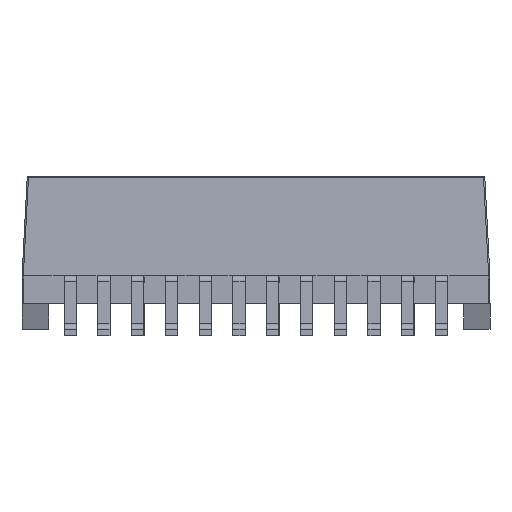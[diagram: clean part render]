
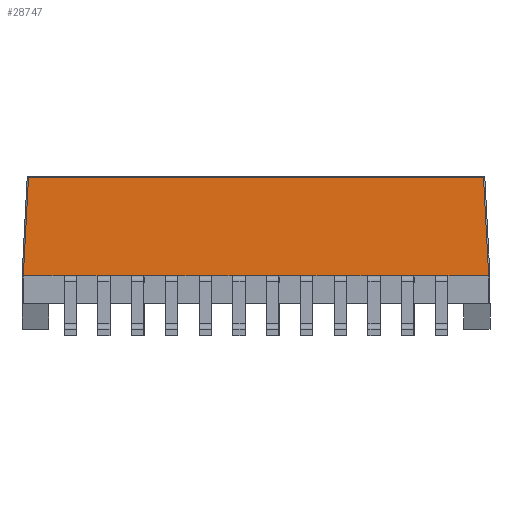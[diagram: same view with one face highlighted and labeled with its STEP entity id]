
A CAD part, left-side view. The second image highlights one B-rep face of the part: STEP entity #28747.
In plain terms, the highlighted face is planar.
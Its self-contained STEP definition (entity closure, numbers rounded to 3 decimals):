
#4559=ORIENTED_EDGE('',*,*,#8808,.F.);
#4560=ORIENTED_EDGE('',*,*,#8793,.F.);
#4561=ORIENTED_EDGE('',*,*,#8789,.T.);
#4562=ORIENTED_EDGE('',*,*,#8802,.T.);
#4563=ORIENTED_EDGE('',*,*,#8856,.F.);
#4564=ORIENTED_EDGE('',*,*,#8857,.F.);
#4565=ORIENTED_EDGE('',*,*,#8852,.F.);
#4566=ORIENTED_EDGE('',*,*,#8858,.F.);
#4567=ORIENTED_EDGE('',*,*,#8848,.F.);
#4568=ORIENTED_EDGE('',*,*,#8859,.F.);
#4569=ORIENTED_EDGE('',*,*,#8844,.F.);
#4570=ORIENTED_EDGE('',*,*,#8860,.F.);
#4571=ORIENTED_EDGE('',*,*,#8840,.F.);
#4572=ORIENTED_EDGE('',*,*,#8861,.F.);
#4573=ORIENTED_EDGE('',*,*,#8836,.F.);
#4574=ORIENTED_EDGE('',*,*,#8862,.F.);
#4575=ORIENTED_EDGE('',*,*,#8832,.F.);
#4576=ORIENTED_EDGE('',*,*,#8863,.F.);
#4577=ORIENTED_EDGE('',*,*,#8828,.F.);
#4578=ORIENTED_EDGE('',*,*,#8864,.F.);
#4579=ORIENTED_EDGE('',*,*,#8824,.F.);
#4580=ORIENTED_EDGE('',*,*,#8865,.F.);
#4581=ORIENTED_EDGE('',*,*,#8820,.F.);
#4582=ORIENTED_EDGE('',*,*,#8866,.F.);
#4583=ORIENTED_EDGE('',*,*,#8816,.F.);
#4584=ORIENTED_EDGE('',*,*,#8867,.F.);
#4585=ORIENTED_EDGE('',*,*,#8812,.F.);
#4586=ORIENTED_EDGE('',*,*,#8868,.F.);
#8789=EDGE_CURVE('',#11221,#11226,#13507,.T.);
#8793=EDGE_CURVE('',#11221,#11227,#13510,.T.);
#8802=EDGE_CURVE('',#11226,#11234,#13515,.T.);
#8808=EDGE_CURVE('',#11227,#11237,#13520,.T.);
#8812=EDGE_CURVE('',#11240,#11241,#13524,.T.);
#8816=EDGE_CURVE('',#11244,#11245,#13528,.T.);
#8820=EDGE_CURVE('',#11248,#11249,#13532,.T.);
#8824=EDGE_CURVE('',#11252,#11253,#13536,.T.);
#8828=EDGE_CURVE('',#11256,#11257,#13540,.T.);
#8832=EDGE_CURVE('',#11260,#11261,#13544,.T.);
#8836=EDGE_CURVE('',#11264,#11265,#13548,.T.);
#8840=EDGE_CURVE('',#11268,#11269,#13552,.T.);
#8844=EDGE_CURVE('',#11272,#11273,#13556,.T.);
#8848=EDGE_CURVE('',#11276,#11277,#13560,.T.);
#8852=EDGE_CURVE('',#11280,#11281,#13564,.T.);
#8856=EDGE_CURVE('',#11284,#11234,#13568,.T.);
#8857=EDGE_CURVE('',#11281,#11284,#13569,.T.);
#8858=EDGE_CURVE('',#11277,#11280,#13570,.T.);
#8859=EDGE_CURVE('',#11273,#11276,#13571,.T.);
#8860=EDGE_CURVE('',#11269,#11272,#13572,.T.);
#8861=EDGE_CURVE('',#11265,#11268,#13573,.T.);
#8862=EDGE_CURVE('',#11261,#11264,#13574,.T.);
#8863=EDGE_CURVE('',#11257,#11260,#13575,.T.);
#8864=EDGE_CURVE('',#11253,#11256,#13576,.T.);
#8865=EDGE_CURVE('',#11249,#11252,#13577,.T.);
#8866=EDGE_CURVE('',#11245,#11248,#13578,.T.);
#8867=EDGE_CURVE('',#11241,#11244,#13579,.T.);
#8868=EDGE_CURVE('',#11237,#11240,#13580,.T.);
#11221=VERTEX_POINT('',#39969);
#11226=VERTEX_POINT('',#39988);
#11227=VERTEX_POINT('',#39996);
#11234=VERTEX_POINT('',#40020);
#11237=VERTEX_POINT('',#40032);
#11240=VERTEX_POINT('',#40038);
#11241=VERTEX_POINT('',#40040);
#11244=VERTEX_POINT('',#40046);
#11245=VERTEX_POINT('',#40048);
#11248=VERTEX_POINT('',#40054);
#11249=VERTEX_POINT('',#40056);
#11252=VERTEX_POINT('',#40062);
#11253=VERTEX_POINT('',#40064);
#11256=VERTEX_POINT('',#40070);
#11257=VERTEX_POINT('',#40072);
#11260=VERTEX_POINT('',#40078);
#11261=VERTEX_POINT('',#40080);
#11264=VERTEX_POINT('',#40086);
#11265=VERTEX_POINT('',#40088);
#11268=VERTEX_POINT('',#40094);
#11269=VERTEX_POINT('',#40096);
#11272=VERTEX_POINT('',#40102);
#11273=VERTEX_POINT('',#40104);
#11276=VERTEX_POINT('',#40110);
#11277=VERTEX_POINT('',#40112);
#11280=VERTEX_POINT('',#40118);
#11281=VERTEX_POINT('',#40120);
#11284=VERTEX_POINT('',#40126);
#13507=LINE('',#39989,#15849);
#13510=LINE('',#39999,#15852);
#13515=LINE('',#40021,#15857);
#13520=LINE('',#40031,#15862);
#13524=LINE('',#40039,#15866);
#13528=LINE('',#40047,#15870);
#13532=LINE('',#40055,#15874);
#13536=LINE('',#40063,#15878);
#13540=LINE('',#40071,#15882);
#13544=LINE('',#40079,#15886);
#13548=LINE('',#40087,#15890);
#13552=LINE('',#40095,#15894);
#13556=LINE('',#40103,#15898);
#13560=LINE('',#40111,#15902);
#13564=LINE('',#40119,#15906);
#13568=LINE('',#40127,#15910);
#13569=LINE('',#40129,#15911);
#13570=LINE('',#40130,#15912);
#13571=LINE('',#40131,#15913);
#13572=LINE('',#40132,#15914);
#13573=LINE('',#40133,#15915);
#13574=LINE('',#40134,#15916);
#13575=LINE('',#40135,#15917);
#13576=LINE('',#40136,#15918);
#13577=LINE('',#40137,#15919);
#13578=LINE('',#40138,#15920);
#13579=LINE('',#40139,#15921);
#13580=LINE('',#40140,#15922);
#15849=VECTOR('',#34313,1000.);
#15852=VECTOR('',#34318,1000.);
#15857=VECTOR('',#34337,1000.);
#15862=VECTOR('',#34348,1000.);
#15866=VECTOR('',#34352,1000.);
#15870=VECTOR('',#34356,1000.);
#15874=VECTOR('',#34360,1000.);
#15878=VECTOR('',#34364,1000.);
#15882=VECTOR('',#34368,1000.);
#15886=VECTOR('',#34372,1000.);
#15890=VECTOR('',#34376,1000.);
#15894=VECTOR('',#34380,1000.);
#15898=VECTOR('',#34384,1000.);
#15902=VECTOR('',#34388,1000.);
#15906=VECTOR('',#34392,1000.);
#15910=VECTOR('',#34396,1000.);
#15911=VECTOR('',#34399,1000.);
#15912=VECTOR('',#34400,1000.);
#15913=VECTOR('',#34401,1000.);
#15914=VECTOR('',#34402,1000.);
#15915=VECTOR('',#34403,1000.);
#15916=VECTOR('',#34404,1000.);
#15917=VECTOR('',#34405,1000.);
#15918=VECTOR('',#34406,1000.);
#15919=VECTOR('',#34407,1000.);
#15920=VECTOR('',#34408,1000.);
#15921=VECTOR('',#34409,1000.);
#15922=VECTOR('',#34410,1000.);
#17415=EDGE_LOOP('',(#4559,#4560,#4561,#4562,#4563,#4564,#4565,#4566,#4567,
#4568,#4569,#4570,#4571,#4572,#4573,#4574,#4575,#4576,#4577,#4578,#4579,
#4580,#4581,#4582,#4583,#4584,#4585,#4586));
#18633=FACE_BOUND('',#17415,.T.);
#19690=PLANE('',#30301);
#28747=ADVANCED_FACE('',(#18633),#19690,.T.);
#30301=AXIS2_PLACEMENT_3D('',#40128,#34397,#34398);
#34313=DIRECTION('',(-1.,0.,0.));
#34318=DIRECTION('',(0.052,0.052,0.997));
#34337=DIRECTION('',(-0.052,0.052,0.997));
#34348=DIRECTION('',(-1.,0.,0.));
#34352=DIRECTION('',(-1.,0.,0.));
#34356=DIRECTION('',(-1.,0.,0.));
#34360=DIRECTION('',(-1.,0.,0.));
#34364=DIRECTION('',(-1.,0.,0.));
#34368=DIRECTION('',(-1.,0.,0.));
#34372=DIRECTION('',(-1.,0.,0.));
#34376=DIRECTION('',(-1.,0.,0.));
#34380=DIRECTION('',(-1.,0.,0.));
#34384=DIRECTION('',(-1.,0.,0.));
#34388=DIRECTION('',(-1.,0.,0.));
#34392=DIRECTION('',(-1.,0.,0.));
#34396=DIRECTION('',(-1.,0.,0.));
#34397=DIRECTION('',(0.,0.999,-0.052));
#34398=DIRECTION('',(0.,0.052,0.999));
#34399=DIRECTION('',(-1.,0.,0.));
#34400=DIRECTION('',(-1.,0.,0.));
#34401=DIRECTION('',(-1.,0.,0.));
#34402=DIRECTION('',(-1.,0.,0.));
#34403=DIRECTION('',(-1.,0.,0.));
#34404=DIRECTION('',(-1.,0.,0.));
#34405=DIRECTION('',(-1.,0.,0.));
#34406=DIRECTION('',(-1.,0.,0.));
#34407=DIRECTION('',(-1.,0.,0.));
#34408=DIRECTION('',(-1.,0.,0.));
#34409=DIRECTION('',(-1.,0.,0.));
#34410=DIRECTION('',(-1.,0.,0.));
#39969=CARTESIAN_POINT('',(8.556,5.906,-2.778));
#39988=CARTESIAN_POINT('',(-8.556,5.906,-2.778));
#39989=CARTESIAN_POINT('',(-9.065,5.906,-2.778));
#39996=CARTESIAN_POINT('',(8.75,6.1,0.925));
#39999=CARTESIAN_POINT('',(8.701,6.051,-0.002));
#40020=CARTESIAN_POINT('',(-8.75,6.1,0.925));
#40021=CARTESIAN_POINT('',(-8.751,6.101,0.942));
#40031=CARTESIAN_POINT('',(9.065,6.1,0.925));
#40032=CARTESIAN_POINT('',(7.22,6.1,0.925));
#40038=CARTESIAN_POINT('',(6.759,6.1,0.925));
#40039=CARTESIAN_POINT('',(9.065,6.1,0.925));
#40040=CARTESIAN_POINT('',(5.95,6.1,0.925));
#40046=CARTESIAN_POINT('',(5.489,6.1,0.925));
#40047=CARTESIAN_POINT('',(9.065,6.1,0.925));
#40048=CARTESIAN_POINT('',(4.68,6.1,0.925));
#40054=CARTESIAN_POINT('',(4.219,6.1,0.925));
#40055=CARTESIAN_POINT('',(9.065,6.1,0.925));
#40056=CARTESIAN_POINT('',(3.41,6.1,0.925));
#40062=CARTESIAN_POINT('',(2.949,6.1,0.925));
#40063=CARTESIAN_POINT('',(9.065,6.1,0.925));
#40064=CARTESIAN_POINT('',(2.14,6.1,0.925));
#40070=CARTESIAN_POINT('',(1.679,6.1,0.925));
#40071=CARTESIAN_POINT('',(9.065,6.1,0.925));
#40072=CARTESIAN_POINT('',(0.87,6.1,0.925));
#40078=CARTESIAN_POINT('',(0.409,6.1,0.925));
#40079=CARTESIAN_POINT('',(9.065,6.1,0.925));
#40080=CARTESIAN_POINT('',(-0.4,6.1,0.925));
#40086=CARTESIAN_POINT('',(-0.861,6.1,0.925));
#40087=CARTESIAN_POINT('',(9.065,6.1,0.925));
#40088=CARTESIAN_POINT('',(-1.67,6.1,0.925));
#40094=CARTESIAN_POINT('',(-2.131,6.1,0.925));
#40095=CARTESIAN_POINT('',(9.065,6.1,0.925));
#40096=CARTESIAN_POINT('',(-2.94,6.1,0.925));
#40102=CARTESIAN_POINT('',(-3.401,6.1,0.925));
#40103=CARTESIAN_POINT('',(9.065,6.1,0.925));
#40104=CARTESIAN_POINT('',(-4.21,6.1,0.925));
#40110=CARTESIAN_POINT('',(-4.671,6.1,0.925));
#40111=CARTESIAN_POINT('',(9.065,6.1,0.925));
#40112=CARTESIAN_POINT('',(-5.48,6.1,0.925));
#40118=CARTESIAN_POINT('',(-5.941,6.1,0.925));
#40119=CARTESIAN_POINT('',(9.065,6.1,0.925));
#40120=CARTESIAN_POINT('',(-6.75,6.1,0.925));
#40126=CARTESIAN_POINT('',(-7.211,6.1,0.925));
#40127=CARTESIAN_POINT('',(9.065,6.1,0.925));
#40128=CARTESIAN_POINT('',(-9.065,6.1,0.925));
#40129=CARTESIAN_POINT('',(-7.21,6.1,0.925));
#40130=CARTESIAN_POINT('',(-5.94,6.1,0.925));
#40131=CARTESIAN_POINT('',(-4.67,6.1,0.925));
#40132=CARTESIAN_POINT('',(-3.4,6.1,0.925));
#40133=CARTESIAN_POINT('',(-2.13,6.1,0.925));
#40134=CARTESIAN_POINT('',(-0.86,6.1,0.925));
#40135=CARTESIAN_POINT('',(0.41,6.1,0.925));
#40136=CARTESIAN_POINT('',(1.68,6.1,0.925));
#40137=CARTESIAN_POINT('',(2.95,6.1,0.925));
#40138=CARTESIAN_POINT('',(4.22,6.1,0.925));
#40139=CARTESIAN_POINT('',(5.49,6.1,0.925));
#40140=CARTESIAN_POINT('',(6.76,6.1,0.925));
